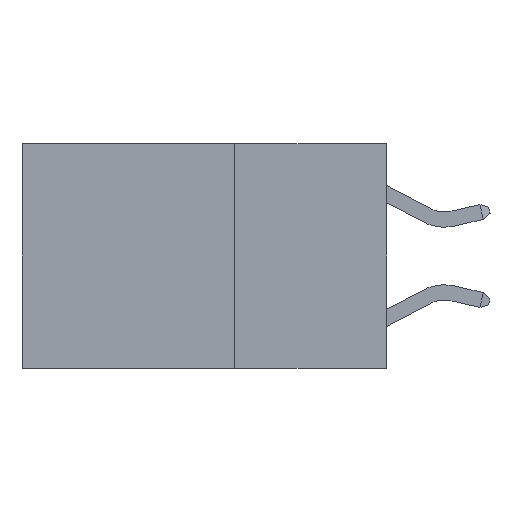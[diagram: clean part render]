
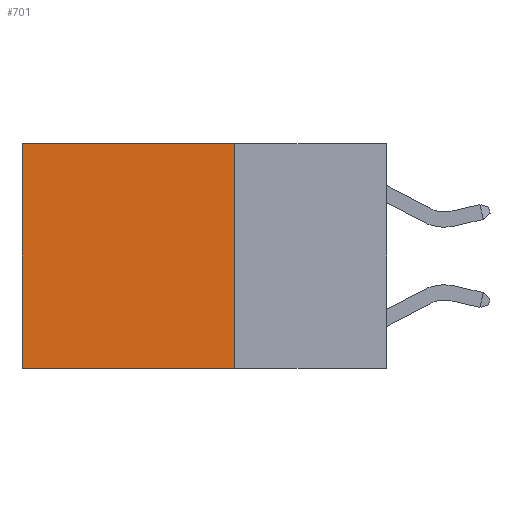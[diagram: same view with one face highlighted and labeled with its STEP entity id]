
A CAD part, left-side view. The second image highlights one B-rep face of the part: STEP entity #701.
In plain terms, the highlighted planar face has unit normal (-1, 0, 0).
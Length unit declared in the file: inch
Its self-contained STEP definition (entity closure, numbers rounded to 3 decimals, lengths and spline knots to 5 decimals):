
#356 = CARTESIAN_POINT ( 'NONE',  ( 0.2625, 0.25, 0. ) ) ;
#648 = CARTESIAN_POINT ( 'NONE',  ( 0.2625, 0.25, 0. ) ) ;
#701 = ADVANCED_FACE ( 'NONE', ( #9360 ), #9211, .F. ) ;
#1040 = CARTESIAN_POINT ( 'NONE',  ( 0.2625, 0.25, -0.37 ) ) ;
#1257 = EDGE_CURVE ( 'NONE', #5745, #5074, #4324, .T. ) ;
#2038 = CARTESIAN_POINT ( 'NONE',  ( 0.2625, 0.6, 0. ) ) ;
#2669 = CARTESIAN_POINT ( 'NONE',  ( 0.2625, 0.25, 0. ) ) ;
#4324 = LINE ( 'NONE', #356, #4659 ) ;
#4347 = LINE ( 'NONE', #4894, #12115 ) ;
#4373 = EDGE_CURVE ( 'NONE', #5074, #13086, #12278, .T. ) ;
#4659 = VECTOR ( 'NONE', #10057, 39.37008 ) ;
#4701 = ORIENTED_EDGE ( 'NONE', *, *, #7097, .F. ) ;
#4894 = CARTESIAN_POINT ( 'NONE',  ( 0.2625, 0.25, -0.37 ) ) ;
#5074 = VERTEX_POINT ( 'NONE', #2038 ) ;
#5745 = VERTEX_POINT ( 'NONE', #648 ) ;
#5819 = VECTOR ( 'NONE', #11881, 39.37008 ) ;
#7097 = EDGE_CURVE ( 'NONE', #11237, #13086, #4347, .T. ) ;
#7488 = ORIENTED_EDGE ( 'NONE', *, *, #7602, .F. ) ;
#7602 = EDGE_CURVE ( 'NONE', #5745, #11237, #11177, .T. ) ;
#8168 = DIRECTION ( 'NONE',  ( 0., 1., 0. ) ) ;
#8628 = AXIS2_PLACEMENT_3D ( 'NONE', #13250, #12742, #12294 ) ;
#9110 = EDGE_LOOP ( 'NONE', ( #9837, #4701, #7488, #12739 ) ) ;
#9211 = PLANE ( 'NONE',  #8628 ) ;
#9360 = FACE_OUTER_BOUND ( 'NONE', #9110, .T. ) ;
#9837 = ORIENTED_EDGE ( 'NONE', *, *, #4373, .T. ) ;
#9838 = CARTESIAN_POINT ( 'NONE',  ( 0.2625, 0.6, -0.37 ) ) ;
#9970 = VECTOR ( 'NONE', #11708, 39.37008 ) ;
#10057 = DIRECTION ( 'NONE',  ( 0., 1., 0. ) ) ;
#10725 = CARTESIAN_POINT ( 'NONE',  ( 0.2625, 0.6, 0. ) ) ;
#11177 = LINE ( 'NONE', #2669, #5819 ) ;
#11237 = VERTEX_POINT ( 'NONE', #1040 ) ;
#11708 = DIRECTION ( 'NONE',  ( 0., 0., -1. ) ) ;
#11881 = DIRECTION ( 'NONE',  ( 0., 0., -1. ) ) ;
#12115 = VECTOR ( 'NONE', #8168, 39.37008 ) ;
#12278 = LINE ( 'NONE', #10725, #9970 ) ;
#12294 = DIRECTION ( 'NONE',  ( 0., 0., -1. ) ) ;
#12739 = ORIENTED_EDGE ( 'NONE', *, *, #1257, .T. ) ;
#12742 = DIRECTION ( 'NONE',  ( 1., 0., 0. ) ) ;
#13086 = VERTEX_POINT ( 'NONE', #9838 ) ;
#13250 = CARTESIAN_POINT ( 'NONE',  ( 0.2625, 0.25, 0. ) ) ;
